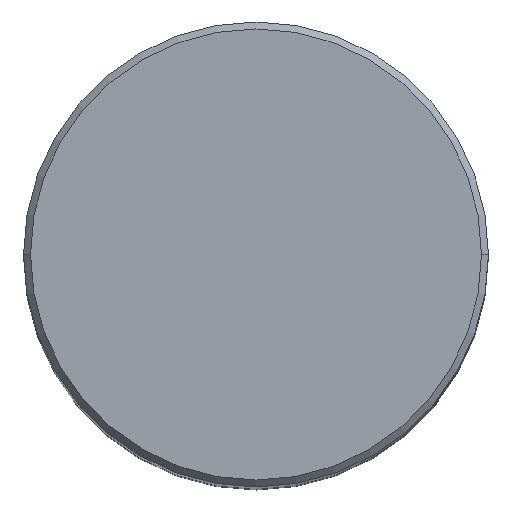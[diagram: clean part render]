
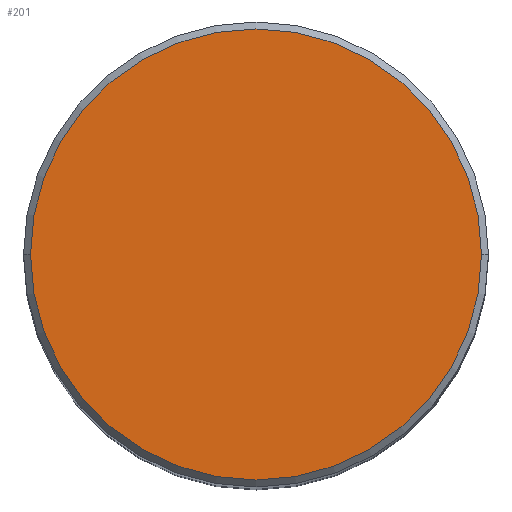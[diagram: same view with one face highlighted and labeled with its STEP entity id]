
A CAD part, top view. The second image highlights one B-rep face of the part: STEP entity #201.
In plain terms, the highlighted planar face has unit normal (0, 0, 1).
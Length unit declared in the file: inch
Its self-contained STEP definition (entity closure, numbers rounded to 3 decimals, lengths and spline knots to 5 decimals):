
#12 = AXIS2_PLACEMENT_3D ( 'NONE', #186, #72, #20 ) ;
#18 = DIRECTION ( 'NONE',  ( 0., 0., 1. ) ) ;
#20 = DIRECTION ( 'NONE',  ( 1., 0., 0. ) ) ;
#69 = ORIENTED_EDGE ( 'NONE', *, *, #270, .T. ) ;
#72 = DIRECTION ( 'NONE',  ( 0., 0., 1. ) ) ;
#91 = VERTEX_POINT ( 'NONE', #167 ) ;
#94 = PLANE ( 'NONE',  #299 ) ;
#96 = CARTESIAN_POINT ( 'NONE',  ( 0., 0., 4. ) ) ;
#100 = EDGE_CURVE ( 'NONE', #249, #91, #289, .T. ) ;
#123 = ORIENTED_EDGE ( 'NONE', *, *, #100, .T. ) ;
#163 = FACE_OUTER_BOUND ( 'NONE', #231, .T. ) ;
#167 = CARTESIAN_POINT ( 'NONE',  ( -0.485, 0., 4. ) ) ;
#168 = DIRECTION ( 'NONE',  ( 1., 0., 0. ) ) ;
#186 = CARTESIAN_POINT ( 'NONE',  ( 0., 0., 4. ) ) ;
#187 = DIRECTION ( 'NONE',  ( 1., 0., 0. ) ) ;
#201 = ADVANCED_FACE ( 'NONE', ( #163 ), #94, .T. ) ;
#226 = AXIS2_PLACEMENT_3D ( 'NONE', #96, #18, #187 ) ;
#231 = EDGE_LOOP ( 'NONE', ( #69, #123 ) ) ;
#234 = CARTESIAN_POINT ( 'NONE',  ( 0., 0., 4. ) ) ;
#243 = DIRECTION ( 'NONE',  ( 0., 0., 1. ) ) ;
#249 = VERTEX_POINT ( 'NONE', #296 ) ;
#263 = CIRCLE ( 'NONE', #12, 0.485 ) ;
#270 = EDGE_CURVE ( 'NONE', #91, #249, #263, .T. ) ;
#289 = CIRCLE ( 'NONE', #226, 0.485 ) ;
#296 = CARTESIAN_POINT ( 'NONE',  ( 0.485, 0., 4. ) ) ;
#299 = AXIS2_PLACEMENT_3D ( 'NONE', #234, #243, #168 ) ;
